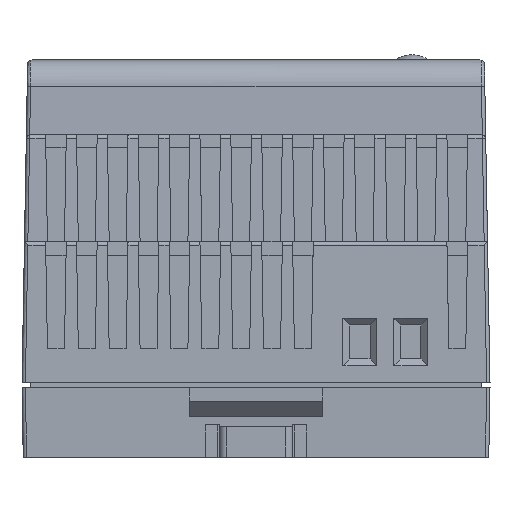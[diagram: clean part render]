
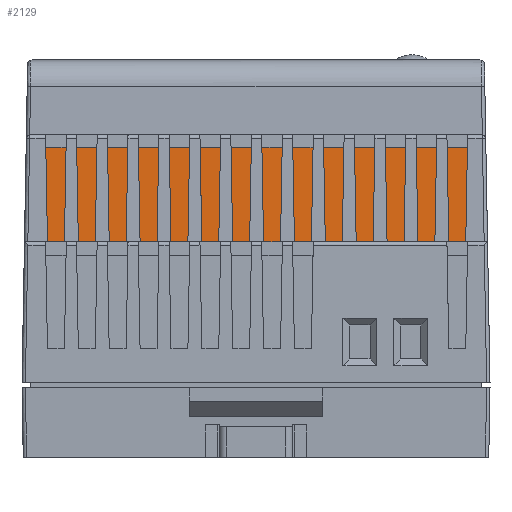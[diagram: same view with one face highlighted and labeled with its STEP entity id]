
A CAD part, front view. The second image highlights one B-rep face of the part: STEP entity #2129.
In plain terms, the highlighted planar face has unit normal (0, -1, 0.018).
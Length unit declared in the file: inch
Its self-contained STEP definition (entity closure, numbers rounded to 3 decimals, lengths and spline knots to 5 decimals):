
#1993 = EDGE_CURVE ( 'NONE', #2069, #2068, #17005, .T. ) ;
#2019 = VERTEX_POINT ( 'NONE', #17042 ) ;
#2068 = VERTEX_POINT ( 'NONE', #17037 ) ;
#2069 = VERTEX_POINT ( 'NONE', #17077 ) ;
#2075 = EDGE_CURVE ( 'NONE', #2068, #2019, #17066, .T. ) ;
#2076 = EDGE_LOOP ( 'NONE', ( #2088, #2128, #2131, #2133 ) ) ;
#2082 = VERTEX_POINT ( 'NONE', #17064 ) ;
#2086 = EDGE_CURVE ( 'NONE', #2082, #2069, #17103, .T. ) ;
#2088 = ORIENTED_EDGE ( 'NONE', *, *, #2086, .F. ) ;
#2089 = EDGE_CURVE ( 'NONE', #2019, #2082, #17122, .T. ) ;
#2128 = ORIENTED_EDGE ( 'NONE', *, *, #2089, .F. ) ;
#2129 = ADVANCED_FACE ( 'NONE', ( #2850 ), #2817, .F. ) ;
#2131 = ORIENTED_EDGE ( 'NONE', *, *, #2075, .F. ) ;
#2133 = ORIENTED_EDGE ( 'NONE', *, *, #1993, .F. ) ;
#2817 = PLANE ( 'NONE',  #2842 ) ;
#2839 = DIRECTION ( 'NONE',  ( 0., -0.017, -1. ) ) ;
#2840 = DIRECTION ( 'NONE',  ( 0., 1., -0.017 ) ) ;
#2841 = CARTESIAN_POINT ( 'NONE',  ( -1.28279, -1.15105, 0.79864 ) ) ;
#2842 = AXIS2_PLACEMENT_3D ( 'NONE', #2841, #2840, #2839 ) ;
#2850 = FACE_OUTER_BOUND ( 'NONE', #2076, .T. ) ;
#17002 = DIRECTION ( 'NONE',  ( 0., 0.017, 1. ) ) ;
#17003 = VECTOR ( 'NONE', #17002, 39.37008 ) ;
#17004 = CARTESIAN_POINT ( 'NONE',  ( -1.28279, -1.1403, 1.41439 ) ) ;
#17005 = LINE ( 'NONE', #17004, #17003 ) ;
#17037 = CARTESIAN_POINT ( 'NONE',  ( -1.28279, -1.1403, 1.41439 ) ) ;
#17042 = CARTESIAN_POINT ( 'NONE',  ( 1.28321, -1.1403, 1.41439 ) ) ;
#17064 = CARTESIAN_POINT ( 'NONE',  ( 1.28321, -1.15105, 0.79864 ) ) ;
#17066 = LINE ( 'NONE', #17121, #17120 ) ;
#17077 = CARTESIAN_POINT ( 'NONE',  ( -1.28279, -1.15105, 0.79864 ) ) ;
#17096 = DIRECTION ( 'NONE',  ( 0., -0.017, -1. ) ) ;
#17097 = VECTOR ( 'NONE', #17096, 39.37008 ) ;
#17098 = CARTESIAN_POINT ( 'NONE',  ( 1.28321, -1.15105, 0.79864 ) ) ;
#17101 = DIRECTION ( 'NONE',  ( -1., 0., 0. ) ) ;
#17102 = VECTOR ( 'NONE', #17101, 39.37008 ) ;
#17103 = LINE ( 'NONE', #17111, #17102 ) ;
#17111 = CARTESIAN_POINT ( 'NONE',  ( -1.28279, -1.15105, 0.79864 ) ) ;
#17119 = DIRECTION ( 'NONE',  ( 1., 0., 0. ) ) ;
#17120 = VECTOR ( 'NONE', #17119, 39.37008 ) ;
#17121 = CARTESIAN_POINT ( 'NONE',  ( -1.08279, -1.1403, 1.41439 ) ) ;
#17122 = LINE ( 'NONE', #17098, #17097 ) ;
